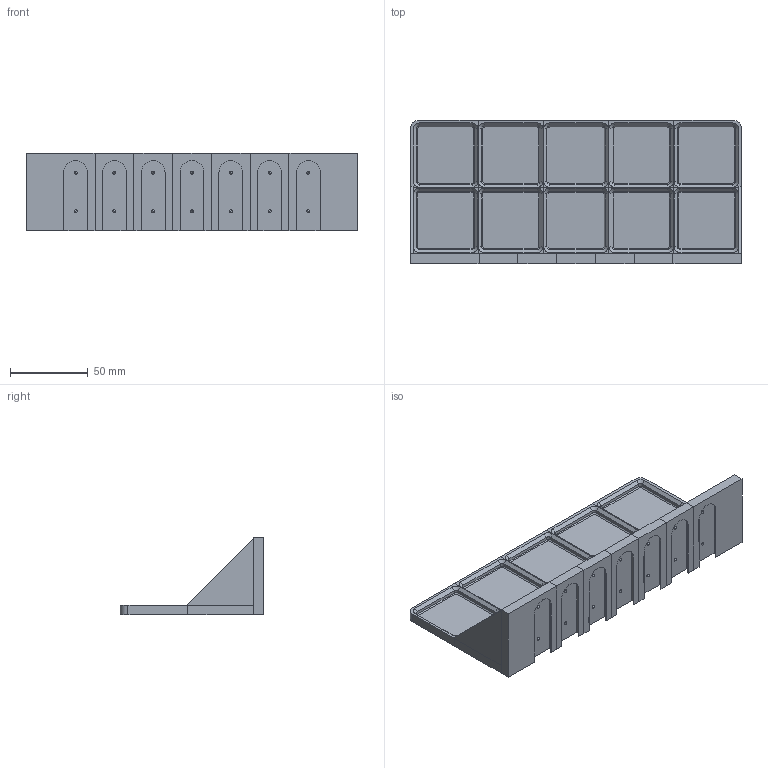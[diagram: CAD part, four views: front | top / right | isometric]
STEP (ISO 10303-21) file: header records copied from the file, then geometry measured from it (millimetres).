
FILE_DESCRIPTION(('HOOPS Exchange Step'),'2;1');
FILE_NAME('temp_export','2024-02-26T22:21:58+01:00',('ddanier'),('Shapr3D Limited'),'HOOPS Exchange 2023.2','Shapr3D','Authorized');
FILE_SCHEMA( ('AUTOMOTIVE_DESIGN { 1 0 10303 214 1 1 1 1 }') );
Length unit declared in the file: millimetre
Products named in the file (1): Gridfinity 5x2 shelve
Bounding box: 213 x 92.5 x 50 mm (x, y, z)
Volume: 92204.3 mm3; surface area: 89363 mm2
Topology: 19 solids, 19 shells, 448 faces, 1012 edges, 612 vertices
Faces by surface type: plane 291, cone 101, cylinder 56
Entity records: 12134 total; most frequent: DIRECTION 2102, CARTESIAN_POINT 2059, ORIENTED_EDGE 1996, EDGE_CURVE 998, VECTOR 792, LINE 792, AXIS2_PLACEMENT_3D 655, VERTEX_POINT 612
